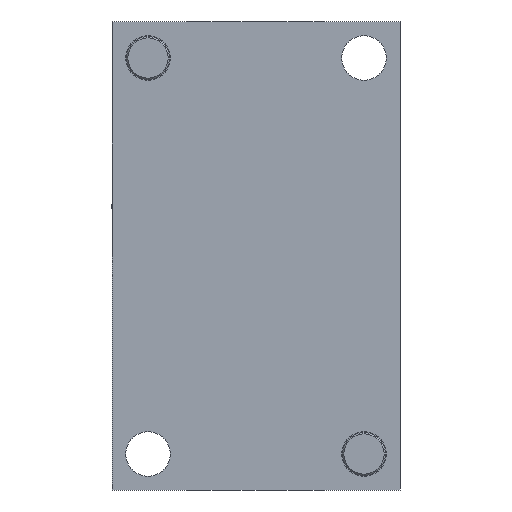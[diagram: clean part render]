
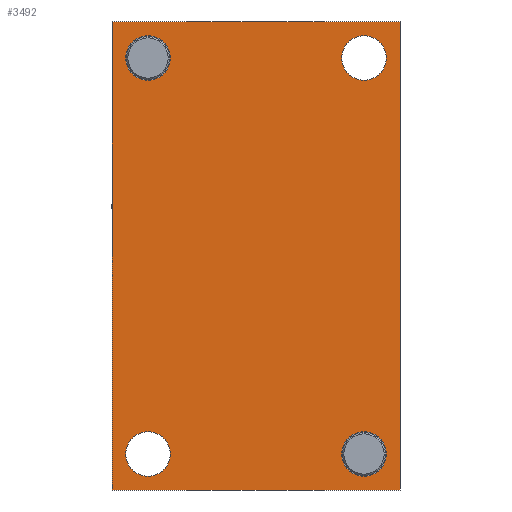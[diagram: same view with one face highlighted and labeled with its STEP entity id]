
A CAD part, front view. The second image highlights one B-rep face of the part: STEP entity #3492.
In plain terms, the highlighted planar face has unit normal (0, -1, 0).
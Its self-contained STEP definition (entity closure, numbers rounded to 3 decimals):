
#67 = DIRECTION ( 'NONE',  ( 0., -1., 0. ) ) ;
#318 = AXIS2_PLACEMENT_3D ( 'NONE', #8901, #13291, #8834 ) ;
#377 = EDGE_CURVE ( 'NONE', #19564, #12747, #1624, .T. ) ;
#552 = EDGE_CURVE ( 'NONE', #8776, #10891, #9971, .T. ) ;
#860 = CIRCLE ( 'NONE', #2626, 3.1 ) ;
#1086 = LINE ( 'NONE', #7756, #7081 ) ;
#1114 = DIRECTION ( 'NONE',  ( 0., 1., 0. ) ) ;
#1179 = AXIS2_PLACEMENT_3D ( 'NONE', #17994, #1114, #13276 ) ;
#1566 = DIRECTION ( 'NONE',  ( 0., 0., 1. ) ) ;
#1614 = EDGE_CURVE ( 'NONE', #17276, #10891, #1086, .T. ) ;
#1624 = CIRCLE ( 'NONE', #10667, 3.1 ) ;
#1742 = CARTESIAN_POINT ( 'NONE',  ( 15., -20., 63.1 ) ) ;
#2033 = CARTESIAN_POINT ( 'NONE',  ( -20., -20., 0. ) ) ;
#2052 = FACE_BOUND ( 'NONE', #10893, .T. ) ;
#2390 = CARTESIAN_POINT ( 'NONE',  ( -15., -20., 56.9 ) ) ;
#2570 = CIRCLE ( 'NONE', #9478, 3.1 ) ;
#2598 = EDGE_CURVE ( 'NONE', #8114, #10983, #860, .T. ) ;
#2626 = AXIS2_PLACEMENT_3D ( 'NONE', #19269, #17645, #10002 ) ;
#3424 = CIRCLE ( 'NONE', #15338, 3.1 ) ;
#3492 = ADVANCED_FACE ( 'NONE', ( #2052, #4201, #8738, #14957, #4688 ), #19778, .F. ) ;
#3502 = DIRECTION ( 'NONE',  ( 0., 0., 1. ) ) ;
#3815 = VERTEX_POINT ( 'NONE', #2390 ) ;
#4170 = CARTESIAN_POINT ( 'NONE',  ( -15., -20., 5. ) ) ;
#4201 = FACE_BOUND ( 'NONE', #12037, .T. ) ;
#4332 = CARTESIAN_POINT ( 'NONE',  ( -15., -20., 60. ) ) ;
#4685 = DIRECTION ( 'NONE',  ( 0., 0., 1. ) ) ;
#4688 = FACE_OUTER_BOUND ( 'NONE', #12579, .T. ) ;
#5659 = ORIENTED_EDGE ( 'NONE', *, *, #18439, .F. ) ;
#5816 = CARTESIAN_POINT ( 'NONE',  ( -20., -20., 65. ) ) ;
#5974 = CARTESIAN_POINT ( 'NONE',  ( -20., -20., 65. ) ) ;
#6109 = DIRECTION ( 'NONE',  ( 0., -1., 0. ) ) ;
#6261 = CIRCLE ( 'NONE', #16526, 3.1 ) ;
#6673 = VERTEX_POINT ( 'NONE', #15495 ) ;
#6870 = CARTESIAN_POINT ( 'NONE',  ( -20., -20., 65. ) ) ;
#7081 = VECTOR ( 'NONE', #12355, 1000. ) ;
#7149 = CARTESIAN_POINT ( 'NONE',  ( -20., -20., 65. ) ) ;
#7756 = CARTESIAN_POINT ( 'NONE',  ( -20., -20., 0. ) ) ;
#8059 = CARTESIAN_POINT ( 'NONE',  ( -15., -20., 63.1 ) ) ;
#8114 = VERTEX_POINT ( 'NONE', #10838 ) ;
#8145 = CARTESIAN_POINT ( 'NONE',  ( 20., -20., 65. ) ) ;
#8193 = EDGE_CURVE ( 'NONE', #6673, #19417, #2570, .T. ) ;
#8365 = ORIENTED_EDGE ( 'NONE', *, *, #13065, .T. ) ;
#8669 = VERTEX_POINT ( 'NONE', #6870 ) ;
#8738 = FACE_BOUND ( 'NONE', #10646, .T. ) ;
#8776 = VERTEX_POINT ( 'NONE', #9859 ) ;
#8834 = DIRECTION ( 'NONE',  ( 0., 0., 1. ) ) ;
#8901 = CARTESIAN_POINT ( 'NONE',  ( -15., -20., 60. ) ) ;
#8903 = CIRCLE ( 'NONE', #1179, 3.1 ) ;
#9478 = AXIS2_PLACEMENT_3D ( 'NONE', #18937, #11222, #3502 ) ;
#9859 = CARTESIAN_POINT ( 'NONE',  ( 20., -20., 65. ) ) ;
#9923 = EDGE_CURVE ( 'NONE', #19417, #6673, #18568, .T. ) ;
#9971 = LINE ( 'NONE', #8145, #18141 ) ;
#10002 = DIRECTION ( 'NONE',  ( 0., 0., 1. ) ) ;
#10646 = EDGE_LOOP ( 'NONE', ( #17768, #10797 ) ) ;
#10667 = AXIS2_PLACEMENT_3D ( 'NONE', #18443, #67, #1566 ) ;
#10797 = ORIENTED_EDGE ( 'NONE', *, *, #19798, .T. ) ;
#10806 = VECTOR ( 'NONE', #17732, 1000. ) ;
#10822 = CARTESIAN_POINT ( 'NONE',  ( -15., -20., 1.9 ) ) ;
#10838 = CARTESIAN_POINT ( 'NONE',  ( 15., -20., 1.9 ) ) ;
#10891 = VERTEX_POINT ( 'NONE', #18862 ) ;
#10893 = EDGE_LOOP ( 'NONE', ( #14446, #13247 ) ) ;
#10983 = VERTEX_POINT ( 'NONE', #13272 ) ;
#11222 = DIRECTION ( 'NONE',  ( 0., -1., 0. ) ) ;
#12037 = EDGE_LOOP ( 'NONE', ( #13945, #19095 ) ) ;
#12062 = DIRECTION ( 'NONE',  ( 1., 0., 0. ) ) ;
#12068 = DIRECTION ( 'NONE',  ( 0., 0., 1. ) ) ;
#12100 = DIRECTION ( 'NONE',  ( 0., 0., 1. ) ) ;
#12249 = LINE ( 'NONE', #7149, #10806 ) ;
#12355 = DIRECTION ( 'NONE',  ( 1., 0., 0. ) ) ;
#12420 = EDGE_CURVE ( 'NONE', #10983, #8114, #8903, .T. ) ;
#12579 = EDGE_LOOP ( 'NONE', ( #12602, #17196, #5659, #8365 ) ) ;
#12602 = ORIENTED_EDGE ( 'NONE', *, *, #1614, .T. ) ;
#12747 = VERTEX_POINT ( 'NONE', #10822 ) ;
#12948 = ORIENTED_EDGE ( 'NONE', *, *, #2598, .T. ) ;
#13065 = EDGE_CURVE ( 'NONE', #8669, #17276, #12249, .T. ) ;
#13247 = ORIENTED_EDGE ( 'NONE', *, *, #8193, .F. ) ;
#13272 = CARTESIAN_POINT ( 'NONE',  ( 15., -20., 8.1 ) ) ;
#13276 = DIRECTION ( 'NONE',  ( 0., 0., 1. ) ) ;
#13291 = DIRECTION ( 'NONE',  ( 0., 1., 0. ) ) ;
#13945 = ORIENTED_EDGE ( 'NONE', *, *, #377, .F. ) ;
#14446 = ORIENTED_EDGE ( 'NONE', *, *, #9923, .F. ) ;
#14887 = CIRCLE ( 'NONE', #318, 3.1 ) ;
#14892 = DIRECTION ( 'NONE',  ( 0., 1., 0. ) ) ;
#14921 = DIRECTION ( 'NONE',  ( 0., -1., 0. ) ) ;
#14957 = FACE_BOUND ( 'NONE', #15027, .T. ) ;
#15027 = EDGE_LOOP ( 'NONE', ( #18185, #12948 ) ) ;
#15338 = AXIS2_PLACEMENT_3D ( 'NONE', #4170, #14921, #12100 ) ;
#15495 = CARTESIAN_POINT ( 'NONE',  ( 15., -20., 56.9 ) ) ;
#15551 = LINE ( 'NONE', #5816, #17473 ) ;
#15899 = CARTESIAN_POINT ( 'NONE',  ( -15., -20., 8.1 ) ) ;
#16526 = AXIS2_PLACEMENT_3D ( 'NONE', #4332, #14892, #12068 ) ;
#16641 = DIRECTION ( 'NONE',  ( 0., 1., 0. ) ) ;
#17185 = AXIS2_PLACEMENT_3D ( 'NONE', #18352, #6109, #19621 ) ;
#17196 = ORIENTED_EDGE ( 'NONE', *, *, #552, .F. ) ;
#17276 = VERTEX_POINT ( 'NONE', #2033 ) ;
#17321 = EDGE_CURVE ( 'NONE', #12747, #19564, #3424, .T. ) ;
#17324 = EDGE_CURVE ( 'NONE', #18010, #3815, #14887, .T. ) ;
#17473 = VECTOR ( 'NONE', #12062, 1000. ) ;
#17645 = DIRECTION ( 'NONE',  ( 0., 1., 0. ) ) ;
#17732 = DIRECTION ( 'NONE',  ( 0., 0., -1. ) ) ;
#17768 = ORIENTED_EDGE ( 'NONE', *, *, #17324, .T. ) ;
#17994 = CARTESIAN_POINT ( 'NONE',  ( 15., -20., 5. ) ) ;
#18010 = VERTEX_POINT ( 'NONE', #8059 ) ;
#18141 = VECTOR ( 'NONE', #18876, 1000. ) ;
#18185 = ORIENTED_EDGE ( 'NONE', *, *, #12420, .T. ) ;
#18352 = CARTESIAN_POINT ( 'NONE',  ( 15., -20., 60. ) ) ;
#18439 = EDGE_CURVE ( 'NONE', #8669, #8776, #15551, .T. ) ;
#18443 = CARTESIAN_POINT ( 'NONE',  ( -15., -20., 5. ) ) ;
#18564 = AXIS2_PLACEMENT_3D ( 'NONE', #5974, #16641, #4685 ) ;
#18568 = CIRCLE ( 'NONE', #17185, 3.1 ) ;
#18862 = CARTESIAN_POINT ( 'NONE',  ( 20., -20., 0. ) ) ;
#18876 = DIRECTION ( 'NONE',  ( 0., 0., -1. ) ) ;
#18937 = CARTESIAN_POINT ( 'NONE',  ( 15., -20., 60. ) ) ;
#19095 = ORIENTED_EDGE ( 'NONE', *, *, #17321, .F. ) ;
#19269 = CARTESIAN_POINT ( 'NONE',  ( 15., -20., 5. ) ) ;
#19417 = VERTEX_POINT ( 'NONE', #1742 ) ;
#19564 = VERTEX_POINT ( 'NONE', #15899 ) ;
#19621 = DIRECTION ( 'NONE',  ( 0., 0., 1. ) ) ;
#19778 = PLANE ( 'NONE',  #18564 ) ;
#19798 = EDGE_CURVE ( 'NONE', #3815, #18010, #6261, .T. ) ;
